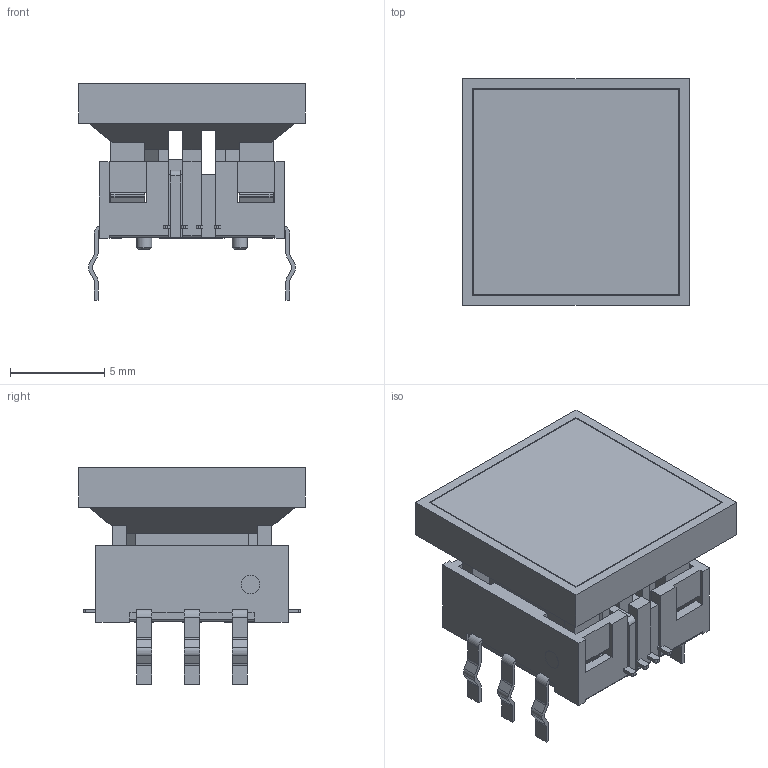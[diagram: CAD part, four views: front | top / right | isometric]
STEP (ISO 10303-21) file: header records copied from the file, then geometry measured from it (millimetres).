
FILE_DESCRIPTION(/* description */ ('Unknown'),/* implementation_level */ '2;1');
FILE_NAME(/* name */ '440xx67082622',/* time_stamp */ '2024-05-29T10:31:28+02:00',/* author */ ('Unknown'),/* organization */ ('Unknown'),/* preprocessor_version */ 'ST-DEVELOPER v19.4',/* originating_system */ 'Solid Edge',/* authorisation */ 'Unknown');
FILE_SCHEMA (('AUTOMOTIVE_DESIGN {1 0 10303 214 3 1 1}'));
Length unit declared in the file: millimetre
Products named in the file (5): 440xx67082622; Terminal; Base Frame; Steady Plate; LED
Assembly tree (4 placements, depth 2):
  440xx67082622
    Terminal
    Base Frame
    Steady Plate
    LED
Bounding box: 12 x 12 x 11.5 mm (x, y, z)
Volume: 589.2 mm3; surface area: 1373 mm2
Topology: 6 solids, 6 shells, 537 faces, 1576 edges, 1045 vertices
Faces by surface type: plane 415, cylinder 100, bspline 19, cone 2, torus 1
Full cylindrical faces by diameter (mm): 0.8 x2, 1 x1, 1.5 x1
Entity records: 21150 total; most frequent: CARTESIAN_POINT 3937, ORIENTED_EDGE 3134, DIRECTION 2662, EDGE_CURVE 1567, LINE 1210, VECTOR 1210, VERTEX_POINT 1043, AXIS2_PLACEMENT_3D 726
